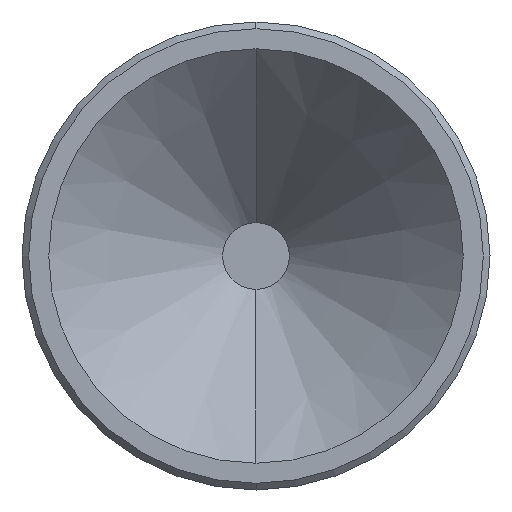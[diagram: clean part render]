
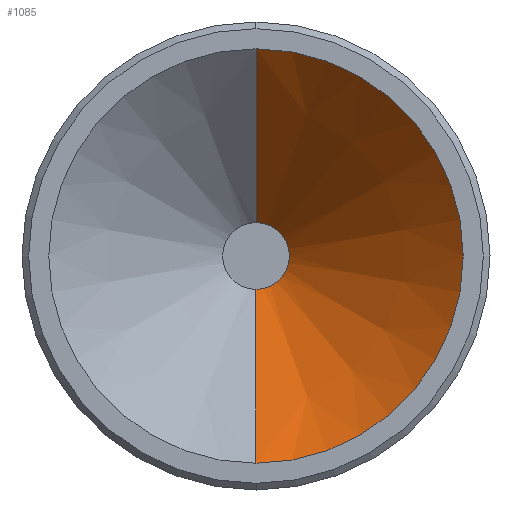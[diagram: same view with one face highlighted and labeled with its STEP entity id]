
A CAD part, left-side view. The second image highlights one B-rep face of the part: STEP entity #1085.
In plain terms, the highlighted conical face has half-angle 45 degrees and reference radius 0.064 mm.
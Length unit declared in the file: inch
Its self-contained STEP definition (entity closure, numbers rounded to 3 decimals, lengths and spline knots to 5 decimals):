
#32 = AXIS2_PLACEMENT_3D ( 'NONE', #475, #1092, #458 ) ;
#34 = CARTESIAN_POINT ( 'NONE',  ( -0.259, 0., -0.0025 ) ) ;
#147 = DIRECTION ( 'NONE',  ( 1., 0., 0. ) ) ;
#214 = EDGE_CURVE ( 'NONE', #1436, #582, #998, .T. ) ;
#230 = AXIS2_PLACEMENT_3D ( 'NONE', #1159, #147, #548 ) ;
#269 = LINE ( 'NONE', #34, #539 ) ;
#293 = VECTOR ( 'NONE', #1173, 39.37008 ) ;
#377 = DIRECTION ( 'NONE',  ( -1., 0., 0. ) ) ;
#444 = ORIENTED_EDGE ( 'NONE', *, *, #1163, .F. ) ;
#458 = DIRECTION ( 'NONE',  ( 0., 0., -1. ) ) ;
#475 = CARTESIAN_POINT ( 'NONE',  ( -0.259, 0., 0. ) ) ;
#481 = CARTESIAN_POINT ( 'NONE',  ( -0.259, 0., -0.0025 ) ) ;
#539 = VECTOR ( 'NONE', #1161, 39.37008 ) ;
#541 = LINE ( 'NONE', #1552, #293 ) ;
#548 = DIRECTION ( 'NONE',  ( 0., 0., -1. ) ) ;
#582 = VERTEX_POINT ( 'NONE', #967 ) ;
#742 = CONICAL_SURFACE ( 'NONE', #1090, 0.0025, 0.785 ) ;
#751 = EDGE_LOOP ( 'NONE', ( #1524, #800, #1415, #444 ) ) ;
#800 = ORIENTED_EDGE ( 'NONE', *, *, #848, .T. ) ;
#848 = EDGE_CURVE ( 'NONE', #1479, #582, #269, .T. ) ;
#903 = CARTESIAN_POINT ( 'NONE',  ( -0.259, 0., 0. ) ) ;
#967 = CARTESIAN_POINT ( 'NONE',  ( -0.272, 0., -0.0155 ) ) ;
#998 = CIRCLE ( 'NONE', #230, 0.0155 ) ;
#1034 = EDGE_CURVE ( 'NONE', #1143, #1479, #1182, .T. ) ;
#1085 = ADVANCED_FACE ( 'NONE', ( #1610 ), #742, .F. ) ;
#1090 = AXIS2_PLACEMENT_3D ( 'NONE', #903, #377, #1398 ) ;
#1092 = DIRECTION ( 'NONE',  ( 1., 0., 0. ) ) ;
#1143 = VERTEX_POINT ( 'NONE', #1527 ) ;
#1159 = CARTESIAN_POINT ( 'NONE',  ( -0.272, 0., 0. ) ) ;
#1161 = DIRECTION ( 'NONE',  ( -0.707, 0., -0.707 ) ) ;
#1163 = EDGE_CURVE ( 'NONE', #1143, #1436, #541, .T. ) ;
#1173 = DIRECTION ( 'NONE',  ( -0.707, 0., 0.707 ) ) ;
#1182 = CIRCLE ( 'NONE', #32, 0.0025 ) ;
#1362 = CARTESIAN_POINT ( 'NONE',  ( -0.272, 0., 0.0155 ) ) ;
#1398 = DIRECTION ( 'NONE',  ( 0., 0., 1. ) ) ;
#1415 = ORIENTED_EDGE ( 'NONE', *, *, #214, .F. ) ;
#1436 = VERTEX_POINT ( 'NONE', #1362 ) ;
#1479 = VERTEX_POINT ( 'NONE', #481 ) ;
#1524 = ORIENTED_EDGE ( 'NONE', *, *, #1034, .T. ) ;
#1527 = CARTESIAN_POINT ( 'NONE',  ( -0.259, 0., 0.0025 ) ) ;
#1552 = CARTESIAN_POINT ( 'NONE',  ( -0.259, 0., 0.0025 ) ) ;
#1610 = FACE_OUTER_BOUND ( 'NONE', #751, .T. ) ;
